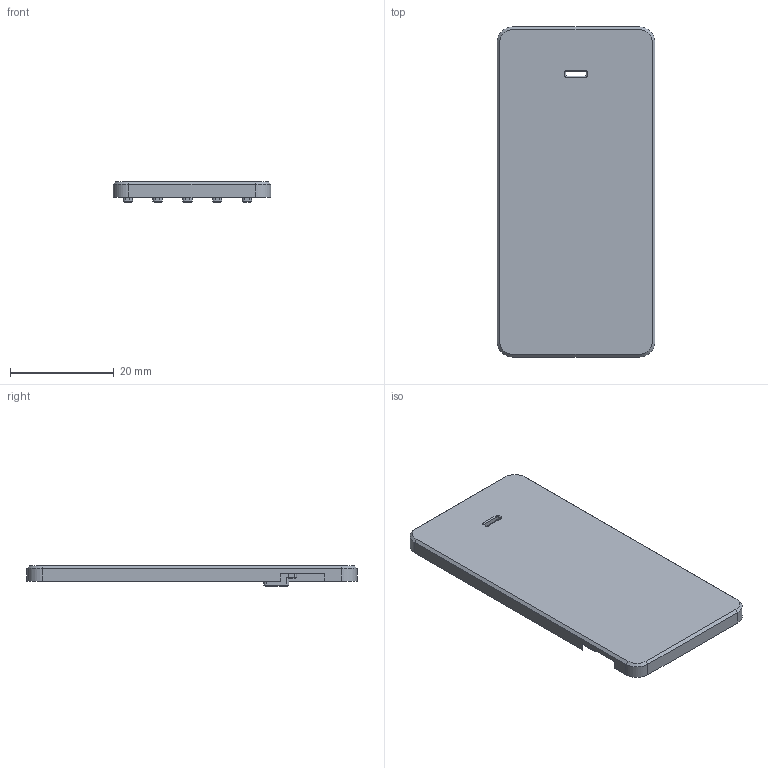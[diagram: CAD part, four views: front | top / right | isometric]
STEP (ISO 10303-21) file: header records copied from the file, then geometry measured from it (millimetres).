
FILE_DESCRIPTION(/* description */ ('','CAx-IF Rec.Pracs.---Representation and Presentation of Product Manufacturing Information (PMI)---4.0---2014-10-13'),/* implementation_level */ '2;1');
FILE_NAME(/* name */ '',/* time_stamp */ '2025-01-20T16:29:36+08:00',/* author */ (''),/* organization */ (''),/* preprocessor_version */ 'ST-DEVELOPER v20',/* originating_system */ 'Autodesk Translation Framework v13.20.0.188',/* authorisation */ '');
FILE_SCHEMA (('AP242_MANAGED_MODEL_BASED_3D_ENGINEERING_MIM_LF { 1 0 10303 442 1 1 4 }'));
Length unit declared in the file: millimetre
Products named in the file (2): (未保存); 配件
Assembly tree (1 placements, depth 2):
  (未保存)
    配件
Bounding box: 30.47 x 63.75 x 3.9 mm (x, y, z)
Volume: 2384.5 mm3; surface area: 5012 mm2
Topology: 6 solids, 6 shells, 316 faces, 716 edges, 432 vertices
Faces by surface type: plane 194, cylinder 74, cone 48
Full cylindrical faces by diameter (mm): 0.2 x20
Entity records: 8740 total; most frequent: DIRECTION 1570, CARTESIAN_POINT 1467, ORIENTED_EDGE 1432, EDGE_CURVE 716, AXIS2_PLACEMENT_3D 535, LINE 500, VECTOR 500, VERTEX_POINT 432
